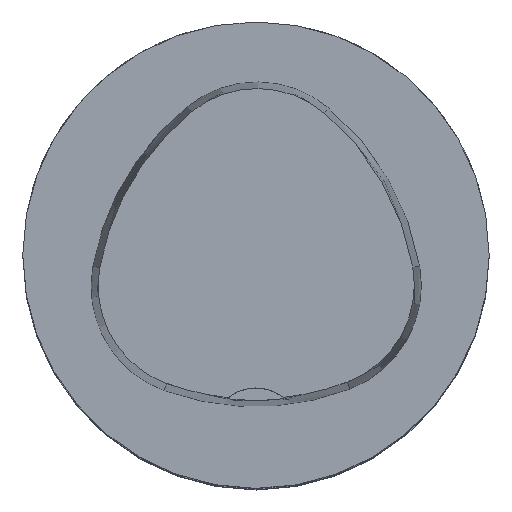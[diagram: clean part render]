
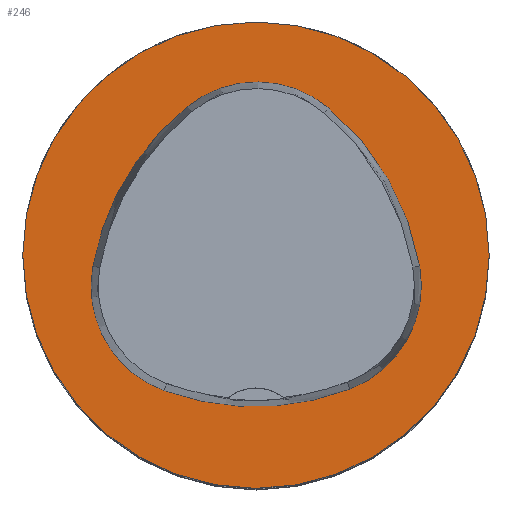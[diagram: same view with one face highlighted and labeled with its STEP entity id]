
A CAD part, top view. The second image highlights one B-rep face of the part: STEP entity #246.
In plain terms, the highlighted planar face has unit normal (0, 0, 1).
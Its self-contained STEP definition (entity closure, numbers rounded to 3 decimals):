
#209=PLANE('',#695);
#246=ADVANCED_FACE('',(#300,#301),#209,.T.);
#300=FACE_BOUND('',#344,.T.);
#301=FACE_BOUND('',#345,.T.);
#344=EDGE_LOOP('',(#443,#444,#445,#446,#447,#448));
#345=EDGE_LOOP('',(#449));
#443=ORIENTED_EDGE('',*,*,#588,.T.);
#444=ORIENTED_EDGE('',*,*,#568,.T.);
#445=ORIENTED_EDGE('',*,*,#572,.T.);
#446=ORIENTED_EDGE('',*,*,#575,.T.);
#447=ORIENTED_EDGE('',*,*,#578,.T.);
#448=ORIENTED_EDGE('',*,*,#586,.T.);
#449=ORIENTED_EDGE('',*,*,#559,.F.);
#511=VERTEX_POINT('',#954);
#520=VERTEX_POINT('',#973);
#521=VERTEX_POINT('',#974);
#524=VERTEX_POINT('',#982);
#526=VERTEX_POINT('',#988);
#528=VERTEX_POINT('',#994);
#535=VERTEX_POINT('',#1015);
#559=EDGE_CURVE('',#511,#511,#615,.T.);
#568=EDGE_CURVE('',#520,#521,#616,.T.);
#572=EDGE_CURVE('',#521,#524,#618,.T.);
#575=EDGE_CURVE('',#524,#526,#620,.T.);
#578=EDGE_CURVE('',#526,#528,#622,.T.);
#586=EDGE_CURVE('',#528,#535,#626,.T.);
#588=EDGE_CURVE('',#535,#520,#628,.T.);
#615=CIRCLE('',#667,31.5);
#616=CIRCLE('',#673,36.);
#618=CIRCLE('',#676,15.);
#620=CIRCLE('',#679,36.);
#622=CIRCLE('',#682,15.);
#626=CIRCLE('',#687,36.);
#628=CIRCLE('',#690,15.);
#667=AXIS2_PLACEMENT_3D('',#953,#785,#786);
#673=AXIS2_PLACEMENT_3D('',#972,#801,#802);
#676=AXIS2_PLACEMENT_3D('',#981,#809,#810);
#679=AXIS2_PLACEMENT_3D('',#987,#816,#817);
#682=AXIS2_PLACEMENT_3D('',#993,#823,#824);
#687=AXIS2_PLACEMENT_3D('',#1016,#835,#836);
#690=AXIS2_PLACEMENT_3D('',#1019,#841,#842);
#695=AXIS2_PLACEMENT_3D('',#1024,#851,#852);
#785=DIRECTION('',(0.,0.,-1.));
#786=DIRECTION('',(-1.,0.001,0.));
#801=DIRECTION('',(0.,0.,-1.));
#802=DIRECTION('',(-1.,0.001,0.));
#809=DIRECTION('',(0.,0.,-1.));
#810=DIRECTION('',(-1.,0.001,0.));
#816=DIRECTION('',(0.,0.,-1.));
#817=DIRECTION('',(-1.,0.001,0.));
#823=DIRECTION('',(0.,0.,-1.));
#824=DIRECTION('',(-1.,0.001,0.));
#835=DIRECTION('',(0.,0.,-1.));
#836=DIRECTION('',(-1.,0.001,0.));
#841=DIRECTION('',(0.,0.,-1.));
#842=DIRECTION('',(-1.,0.001,0.));
#851=DIRECTION('',(0.,0.,1.));
#852=DIRECTION('',(1.,-0.001,0.));
#953=CARTESIAN_POINT('',(0.,0.,0.));
#954=CARTESIAN_POINT('',(-31.5,0.028,0.));
#972=CARTESIAN_POINT('',(13.391,-7.905,0.));
#973=CARTESIAN_POINT('',(-22.042,-1.542,0.));
#974=CARTESIAN_POINT('',(-9.299,20.044,0.));
#981=CARTESIAN_POINT('',(0.155,8.399,0.));
#982=CARTESIAN_POINT('',(9.797,19.889,0.));
#987=CARTESIAN_POINT('',(-13.344,-7.688,0.));
#988=CARTESIAN_POINT('',(22.12,-1.5,0.));
#993=CARTESIAN_POINT('',(7.344,-4.078,0.));
#994=CARTESIAN_POINT('',(12.677,-18.098,0.));
#1015=CARTESIAN_POINT('',(-12.39,-18.296,0.));
#1016=CARTESIAN_POINT('',(-0.123,15.55,0.));
#1019=CARTESIAN_POINT('',(-7.278,-4.193,0.));
#1024=CARTESIAN_POINT('',(0.,0.,0.));
